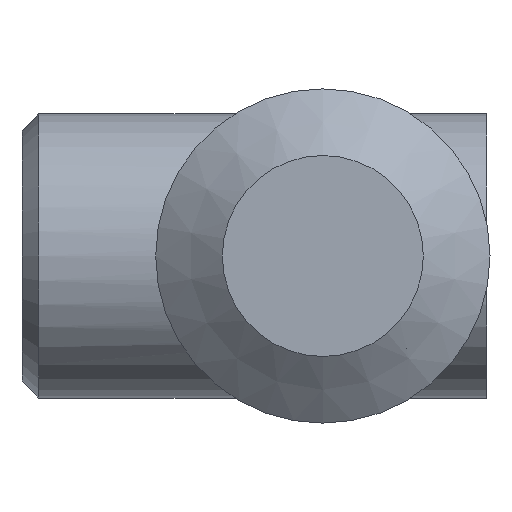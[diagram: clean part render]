
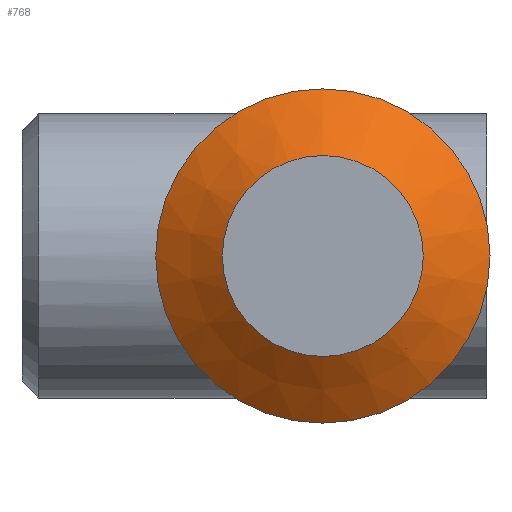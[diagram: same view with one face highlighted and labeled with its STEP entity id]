
A CAD part, left-side view. The second image highlights one B-rep face of the part: STEP entity #768.
In plain terms, the highlighted conical face has half-angle 53.726 degrees and reference radius 6.012 mm.
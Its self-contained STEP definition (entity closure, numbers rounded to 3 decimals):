
#67=CONICAL_SURFACE('',#862,6.012,0.938);
#96=CIRCLE('',#861,10.);
#97=CIRCLE('',#863,6.012);
#143=FACE_OUTER_BOUND('',#193,.T.);
#193=EDGE_LOOP('',(#546,#547,#548,#549));
#257=LINE('',#1199,#304);
#304=VECTOR('',#979,6.012);
#348=VERTEX_POINT('',#1194);
#349=VERTEX_POINT('',#1198);
#424=EDGE_CURVE('',#348,#348,#96,.T.);
#425=EDGE_CURVE('',#348,#349,#257,.T.);
#426=EDGE_CURVE('',#349,#349,#97,.T.);
#546=ORIENTED_EDGE('',*,*,#424,.F.);
#547=ORIENTED_EDGE('',*,*,#425,.T.);
#548=ORIENTED_EDGE('',*,*,#426,.T.);
#549=ORIENTED_EDGE('',*,*,#425,.F.);
#768=ADVANCED_FACE('',(#143),#67,.T.);
#861=AXIS2_PLACEMENT_3D('',#1196,#975,#976);
#862=AXIS2_PLACEMENT_3D('',#1197,#977,#978);
#863=AXIS2_PLACEMENT_3D('',#1200,#980,#981);
#975=DIRECTION('center_axis',(1.,0.,0.));
#976=DIRECTION('ref_axis',(0.,0.,-1.));
#977=DIRECTION('center_axis',(1.,0.,0.));
#978=DIRECTION('ref_axis',(0.,0.,-1.));
#979=DIRECTION('',(-0.592,0.,-0.806));
#980=DIRECTION('center_axis',(1.,0.,0.));
#981=DIRECTION('ref_axis',(0.,0.,-1.));
#1194=CARTESIAN_POINT('',(-10.781,0.,10.));
#1196=CARTESIAN_POINT('Origin',(-10.781,0.,0.));
#1197=CARTESIAN_POINT('Origin',(-13.707,0.,0.));
#1198=CARTESIAN_POINT('',(-13.707,0.,6.012));
#1199=CARTESIAN_POINT('',(-13.707,0.,6.012));
#1200=CARTESIAN_POINT('Origin',(-13.707,0.,0.));
